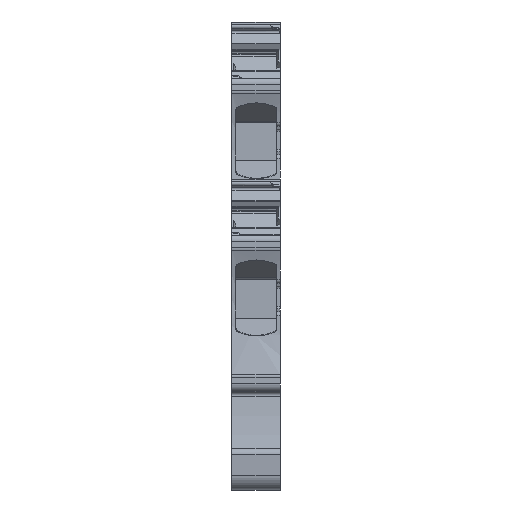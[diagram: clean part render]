
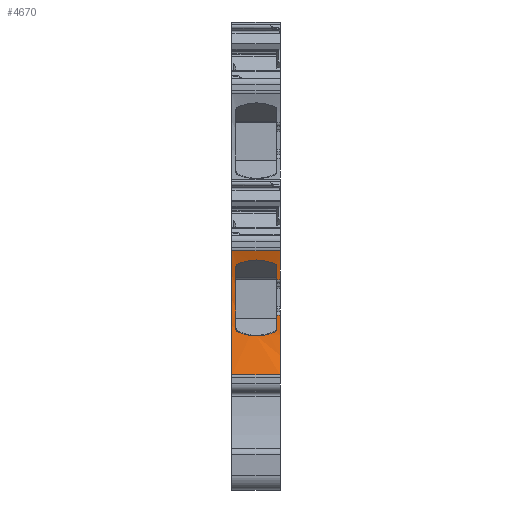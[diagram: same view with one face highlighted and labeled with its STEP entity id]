
A CAD part, front view. The second image highlights one B-rep face of the part: STEP entity #4670.
In plain terms, the highlighted cylindrical face has radius 22.253 mm (diameter 44.507 mm), a partial arc.
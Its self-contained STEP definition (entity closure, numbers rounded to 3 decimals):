
#4535=AXIS2_PLACEMENT_3D('Cylinder Axis2P3D',#4532,#4533,#4534) ;
#4548=AXIS2_PLACEMENT_3D('Circle Axis2P3D',#4546,#4547,$) ;
#4582=AXIS2_PLACEMENT_3D('Circle Axis2P3D',#4580,#4581,$) ;
#4616=AXIS2_PLACEMENT_3D('Circle Axis2P3D',#4614,#4615,$) ;
#4630=AXIS2_PLACEMENT_3D('Circle Axis2P3D',#4628,#4629,$) ;
#4635=AXIS2_PLACEMENT_3D('Circle Axis2P3D',#4633,#4634,$) ;
#4649=AXIS2_PLACEMENT_3D('Circle Axis2P3D',#4647,#4648,$) ;
#4510=CARTESIAN_POINT('Vertex',(0.,1.593,30.345)) ;
#4513=CARTESIAN_POINT('Line Origine',(3.05,1.593,30.345)) ;
#4517=CARTESIAN_POINT('Vertex',(6.1,1.593,30.345)) ;
#4532=CARTESIAN_POINT('Axis2P3D Location',(3.05,-19.225,22.482)) ;
#4537=CARTESIAN_POINT('Line Origine',(3.05,3.026,22.121)) ;
#4541=CARTESIAN_POINT('Vertex',(5.7,3.026,22.121)) ;
#4543=CARTESIAN_POINT('Vertex',(6.1,3.026,22.121)) ;
#4546=CARTESIAN_POINT('Axis2P3D Location',(5.7,-19.225,22.482)) ;
#4550=CARTESIAN_POINT('Vertex',(5.7,2.937,20.47)) ;
#4554=CARTESIAN_POINT('Control Point',(5.402,2.891,20.012)) ;
#4555=CARTESIAN_POINT('Control Point',(5.534,2.898,20.07)) ;
#4556=CARTESIAN_POINT('Control Point',(5.644,2.91,20.18)) ;
#4557=CARTESIAN_POINT('Control Point',(5.7,2.924,20.325)) ;
#4558=CARTESIAN_POINT('Control Point',(5.7,2.937,20.47)) ;
#4559=CARTESIAN_POINT('Vertex',(5.402,2.891,20.012)) ;
#4563=CARTESIAN_POINT('Control Point',(0.798,2.891,20.012)) ;
#4564=CARTESIAN_POINT('Control Point',(1.881,2.838,19.533)) ;
#4565=CARTESIAN_POINT('Control Point',(3.1,2.803,19.353)) ;
#4566=CARTESIAN_POINT('Control Point',(4.319,2.838,19.533)) ;
#4567=CARTESIAN_POINT('Control Point',(5.402,2.891,20.012)) ;
#4568=CARTESIAN_POINT('Vertex',(0.798,2.891,20.012)) ;
#4572=CARTESIAN_POINT('Control Point',(0.798,2.891,20.012)) ;
#4573=CARTESIAN_POINT('Control Point',(0.666,2.898,20.07)) ;
#4574=CARTESIAN_POINT('Control Point',(0.556,2.91,20.18)) ;
#4575=CARTESIAN_POINT('Control Point',(0.5,2.924,20.325)) ;
#4576=CARTESIAN_POINT('Control Point',(0.5,2.937,20.47)) ;
#4577=CARTESIAN_POINT('Vertex',(0.5,2.937,20.47)) ;
#4580=CARTESIAN_POINT('Axis2P3D Location',(0.5,-19.225,22.482)) ;
#4584=CARTESIAN_POINT('Vertex',(0.5,2.28,28.207)) ;
#4588=CARTESIAN_POINT('Control Point',(0.798,2.152,28.665)) ;
#4589=CARTESIAN_POINT('Control Point',(0.664,2.17,28.605)) ;
#4590=CARTESIAN_POINT('Control Point',(0.554,2.202,28.493)) ;
#4591=CARTESIAN_POINT('Control Point',(0.5,2.241,28.35)) ;
#4592=CARTESIAN_POINT('Control Point',(0.5,2.28,28.207)) ;
#4593=CARTESIAN_POINT('Vertex',(0.798,2.152,28.665)) ;
#4597=CARTESIAN_POINT('Control Point',(5.402,2.152,28.665)) ;
#4598=CARTESIAN_POINT('Control Point',(4.323,2.015,29.141)) ;
#4599=CARTESIAN_POINT('Control Point',(3.1,1.946,29.324)) ;
#4600=CARTESIAN_POINT('Control Point',(1.877,2.015,29.141)) ;
#4601=CARTESIAN_POINT('Control Point',(0.798,2.152,28.665)) ;
#4602=CARTESIAN_POINT('Vertex',(5.402,2.152,28.665)) ;
#4606=CARTESIAN_POINT('Control Point',(5.402,2.152,28.665)) ;
#4607=CARTESIAN_POINT('Control Point',(5.536,2.17,28.605)) ;
#4608=CARTESIAN_POINT('Control Point',(5.646,2.202,28.493)) ;
#4609=CARTESIAN_POINT('Control Point',(5.7,2.241,28.35)) ;
#4610=CARTESIAN_POINT('Control Point',(5.7,2.28,28.207)) ;
#4611=CARTESIAN_POINT('Vertex',(5.7,2.28,28.207)) ;
#4614=CARTESIAN_POINT('Axis2P3D Location',(5.7,-19.225,22.482)) ;
#4618=CARTESIAN_POINT('Vertex',(5.7,2.642,26.614)) ;
#4621=CARTESIAN_POINT('Line Origine',(3.05,2.642,26.614)) ;
#4625=CARTESIAN_POINT('Vertex',(6.1,2.642,26.614)) ;
#4628=CARTESIAN_POINT('Axis2P3D Location',(6.1,-19.225,22.482)) ;
#4633=CARTESIAN_POINT('Axis2P3D Location',(0.,-19.225,22.482)) ;
#4637=CARTESIAN_POINT('Vertex',(0.,1.593,14.619)) ;
#4640=CARTESIAN_POINT('Line Origine',(3.05,1.593,14.619)) ;
#4644=CARTESIAN_POINT('Vertex',(6.1,1.593,14.619)) ;
#4647=CARTESIAN_POINT('Axis2P3D Location',(6.1,-19.225,22.482)) ;
#4514=DIRECTION('Vector Direction',(1.,0.,0.)) ;
#4533=DIRECTION('Axis2P3D Direction',(1.,0.,0.)) ;
#4534=DIRECTION('Axis2P3D XDirection',(0.,0.935,-0.353)) ;
#4538=DIRECTION('Vector Direction',(1.,0.,0.)) ;
#4547=DIRECTION('Axis2P3D Direction',(1.,0.,0.)) ;
#4581=DIRECTION('Axis2P3D Direction',(1.,0.,0.)) ;
#4615=DIRECTION('Axis2P3D Direction',(1.,0.,0.)) ;
#4622=DIRECTION('Vector Direction',(1.,0.,0.)) ;
#4629=DIRECTION('Axis2P3D Direction',(1.,0.,0.)) ;
#4634=DIRECTION('Axis2P3D Direction',(1.,0.,0.)) ;
#4641=DIRECTION('Vector Direction',(1.,0.,0.)) ;
#4648=DIRECTION('Axis2P3D Direction',(1.,0.,0.)) ;
#4515=VECTOR('Line Direction',#4514,1.) ;
#4539=VECTOR('Line Direction',#4538,1.) ;
#4623=VECTOR('Line Direction',#4622,1.) ;
#4642=VECTOR('Line Direction',#4641,1.) ;
#4653=ORIENTED_EDGE('',*,*,#4545,.F.) ;
#4654=ORIENTED_EDGE('',*,*,#4552,.T.) ;
#4655=ORIENTED_EDGE('',*,*,#4561,.F.) ;
#4656=ORIENTED_EDGE('',*,*,#4570,.F.) ;
#4657=ORIENTED_EDGE('',*,*,#4579,.T.) ;
#4658=ORIENTED_EDGE('',*,*,#4586,.T.) ;
#4659=ORIENTED_EDGE('',*,*,#4595,.F.) ;
#4660=ORIENTED_EDGE('',*,*,#4604,.F.) ;
#4661=ORIENTED_EDGE('',*,*,#4613,.T.) ;
#4662=ORIENTED_EDGE('',*,*,#4620,.T.) ;
#4663=ORIENTED_EDGE('',*,*,#4627,.T.) ;
#4664=ORIENTED_EDGE('',*,*,#4632,.T.) ;
#4665=ORIENTED_EDGE('',*,*,#4519,.F.) ;
#4666=ORIENTED_EDGE('',*,*,#4639,.F.) ;
#4667=ORIENTED_EDGE('',*,*,#4646,.T.) ;
#4668=ORIENTED_EDGE('',*,*,#4651,.T.) ;
#4670=ADVANCED_FACE('MLD_AL2T_4',(#4669),#4536,.F.) ;
#4553=B_SPLINE_CURVE_WITH_KNOTS('',4,(#4554,#4555,#4556,#4557,#4558),.UNSPECIFIED.,.F.,.U.,(5,5),(0.,0.82),.UNSPECIFIED.) ;
#4562=B_SPLINE_CURVE_WITH_KNOTS('',4,(#4563,#4564,#4565,#4566,#4567),.UNSPECIFIED.,.F.,.U.,(5,5),(0.,6.705),.UNSPECIFIED.) ;
#4571=B_SPLINE_CURVE_WITH_KNOTS('',4,(#4572,#4573,#4574,#4575,#4576),.UNSPECIFIED.,.F.,.U.,(5,5),(0.,0.82),.UNSPECIFIED.) ;
#4587=B_SPLINE_CURVE_WITH_KNOTS('',4,(#4588,#4589,#4590,#4591,#4592),.UNSPECIFIED.,.F.,.U.,(5,5),(0.,0.837),.UNSPECIFIED.) ;
#4596=B_SPLINE_CURVE_WITH_KNOTS('',4,(#4597,#4598,#4599,#4600,#4601),.UNSPECIFIED.,.F.,.U.,(5,5),(0.,6.719),.UNSPECIFIED.) ;
#4605=B_SPLINE_CURVE_WITH_KNOTS('',4,(#4606,#4607,#4608,#4609,#4610),.UNSPECIFIED.,.F.,.U.,(5,5),(0.,0.837),.UNSPECIFIED.) ;
#4549=CIRCLE('generated circle',#4548,22.253) ;
#4583=CIRCLE('generated circle',#4582,22.253) ;
#4617=CIRCLE('generated circle',#4616,22.253) ;
#4631=CIRCLE('generated circle',#4630,22.253) ;
#4636=CIRCLE('generated circle',#4635,22.253) ;
#4650=CIRCLE('generated circle',#4649,22.253) ;
#4536=CYLINDRICAL_SURFACE('generated cylinder',#4535,22.253) ;
#4519=EDGE_CURVE('',#4511,#4518,#4516,.T.) ;
#4545=EDGE_CURVE('',#4542,#4544,#4540,.T.) ;
#4552=EDGE_CURVE('',#4542,#4551,#4549,.F.) ;
#4561=EDGE_CURVE('',#4560,#4551,#4553,.T.) ;
#4570=EDGE_CURVE('',#4569,#4560,#4562,.T.) ;
#4579=EDGE_CURVE('',#4569,#4578,#4571,.T.) ;
#4586=EDGE_CURVE('',#4578,#4585,#4583,.T.) ;
#4595=EDGE_CURVE('',#4594,#4585,#4587,.T.) ;
#4604=EDGE_CURVE('',#4603,#4594,#4596,.T.) ;
#4613=EDGE_CURVE('',#4603,#4612,#4605,.T.) ;
#4620=EDGE_CURVE('',#4612,#4619,#4617,.F.) ;
#4627=EDGE_CURVE('',#4619,#4626,#4624,.T.) ;
#4632=EDGE_CURVE('',#4626,#4518,#4631,.T.) ;
#4639=EDGE_CURVE('',#4638,#4511,#4636,.T.) ;
#4646=EDGE_CURVE('',#4638,#4645,#4643,.T.) ;
#4651=EDGE_CURVE('',#4645,#4544,#4650,.T.) ;
#4652=EDGE_LOOP('',(#4653,#4654,#4655,#4656,#4657,#4658,#4659,#4660,#4661,#4662,#4663,#4664,#4665,#4666,#4667,#4668)) ;
#4669=FACE_OUTER_BOUND('',#4652,.T.) ;
#4516=LINE('Line',#4513,#4515) ;
#4540=LINE('Line',#4537,#4539) ;
#4624=LINE('Line',#4621,#4623) ;
#4643=LINE('Line',#4640,#4642) ;
#4511=VERTEX_POINT('',#4510) ;
#4518=VERTEX_POINT('',#4517) ;
#4542=VERTEX_POINT('',#4541) ;
#4544=VERTEX_POINT('',#4543) ;
#4551=VERTEX_POINT('',#4550) ;
#4560=VERTEX_POINT('',#4559) ;
#4569=VERTEX_POINT('',#4568) ;
#4578=VERTEX_POINT('',#4577) ;
#4585=VERTEX_POINT('',#4584) ;
#4594=VERTEX_POINT('',#4593) ;
#4603=VERTEX_POINT('',#4602) ;
#4612=VERTEX_POINT('',#4611) ;
#4619=VERTEX_POINT('',#4618) ;
#4626=VERTEX_POINT('',#4625) ;
#4638=VERTEX_POINT('',#4637) ;
#4645=VERTEX_POINT('',#4644) ;
